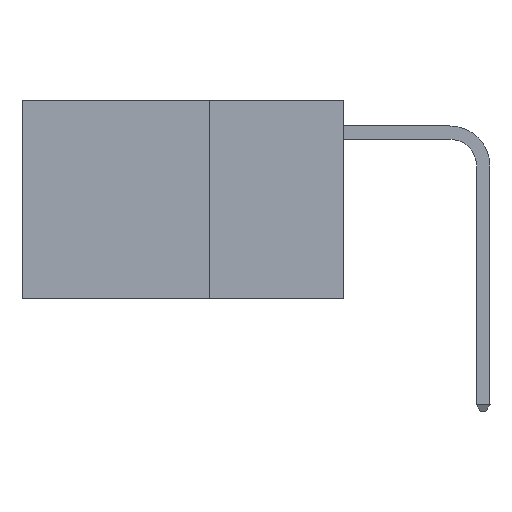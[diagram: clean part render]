
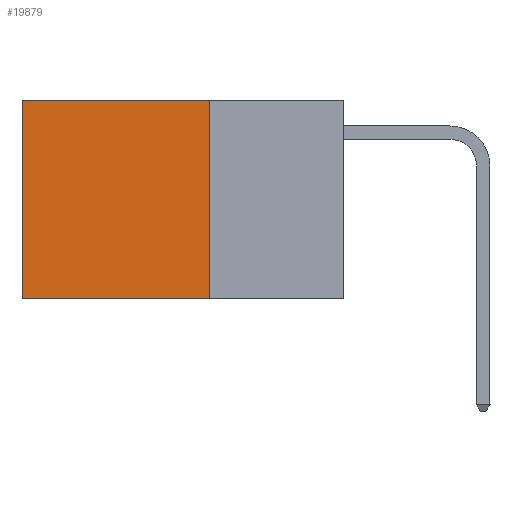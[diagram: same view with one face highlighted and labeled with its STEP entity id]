
A CAD part, left-side view. The second image highlights one B-rep face of the part: STEP entity #19879.
In plain terms, the highlighted planar face has unit normal (-1, 0, 0).
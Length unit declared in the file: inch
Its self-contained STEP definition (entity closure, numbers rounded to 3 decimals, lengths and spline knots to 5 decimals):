
#248 = DIRECTION ( 'NONE',  ( 0., 1., 0. ) ) ;
#409 = EDGE_LOOP ( 'NONE', ( #27226, #2090, #8927, #12597 ) ) ;
#821 = DIRECTION ( 'NONE',  ( 1., 0., 0. ) ) ;
#1748 = EDGE_CURVE ( 'NONE', #13680, #13124, #23505, .T. ) ;
#2090 = ORIENTED_EDGE ( 'NONE', *, *, #1748, .F. ) ;
#2370 = CARTESIAN_POINT ( 'NONE',  ( 0.2625, 0.25, -0.37 ) ) ;
#2520 = CARTESIAN_POINT ( 'NONE',  ( 0.2625, 0.6, 0. ) ) ;
#3173 = PLANE ( 'NONE',  #3860 ) ;
#3750 = VECTOR ( 'NONE', #19633, 39.37008 ) ;
#3860 = AXIS2_PLACEMENT_3D ( 'NONE', #13505, #821, #11694 ) ;
#5992 = VERTEX_POINT ( 'NONE', #24578 ) ;
#7743 = VERTEX_POINT ( 'NONE', #8237 ) ;
#8237 = CARTESIAN_POINT ( 'NONE',  ( 0.2625, 0.25, 0. ) ) ;
#8531 = DIRECTION ( 'NONE',  ( 0., 0., -1. ) ) ;
#8927 = ORIENTED_EDGE ( 'NONE', *, *, #21060, .F. ) ;
#9146 = CARTESIAN_POINT ( 'NONE',  ( 0.2625, 0.25, 0. ) ) ;
#9922 = EDGE_CURVE ( 'NONE', #5992, #13124, #10757, .T. ) ;
#10757 = LINE ( 'NONE', #2520, #3750 ) ;
#11042 = VECTOR ( 'NONE', #248, 39.37008 ) ;
#11694 = DIRECTION ( 'NONE',  ( 0., 0., -1. ) ) ;
#12597 = ORIENTED_EDGE ( 'NONE', *, *, #18965, .T. ) ;
#12854 = CARTESIAN_POINT ( 'NONE',  ( 0.2625, 0.25, 0. ) ) ;
#13124 = VERTEX_POINT ( 'NONE', #17006 ) ;
#13505 = CARTESIAN_POINT ( 'NONE',  ( 0.2625, 0.25, 0. ) ) ;
#13680 = VERTEX_POINT ( 'NONE', #20001 ) ;
#13769 = FACE_OUTER_BOUND ( 'NONE', #409, .T. ) ;
#17006 = CARTESIAN_POINT ( 'NONE',  ( 0.2625, 0.6, -0.37 ) ) ;
#17765 = VECTOR ( 'NONE', #8531, 39.37008 ) ;
#17893 = DIRECTION ( 'NONE',  ( 0., 1., 0. ) ) ;
#18965 = EDGE_CURVE ( 'NONE', #7743, #5992, #19716, .T. ) ;
#19633 = DIRECTION ( 'NONE',  ( 0., 0., -1. ) ) ;
#19703 = VECTOR ( 'NONE', #17893, 39.37008 ) ;
#19716 = LINE ( 'NONE', #9146, #19703 ) ;
#19879 = ADVANCED_FACE ( 'NONE', ( #13769 ), #3173, .F. ) ;
#20001 = CARTESIAN_POINT ( 'NONE',  ( 0.2625, 0.25, -0.37 ) ) ;
#21060 = EDGE_CURVE ( 'NONE', #7743, #13680, #25249, .T. ) ;
#23505 = LINE ( 'NONE', #2370, #11042 ) ;
#24578 = CARTESIAN_POINT ( 'NONE',  ( 0.2625, 0.6, 0. ) ) ;
#25249 = LINE ( 'NONE', #12854, #17765 ) ;
#27226 = ORIENTED_EDGE ( 'NONE', *, *, #9922, .T. ) ;
